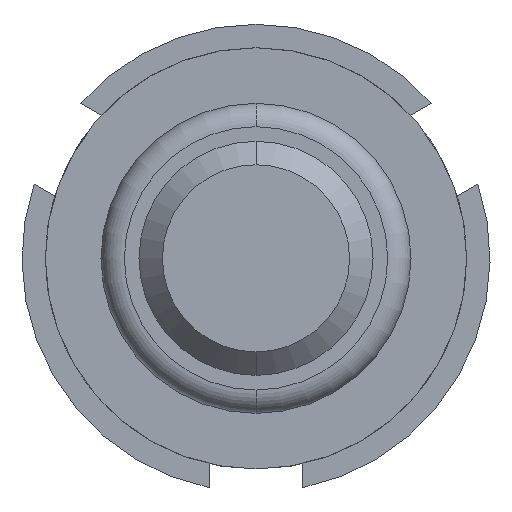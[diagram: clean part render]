
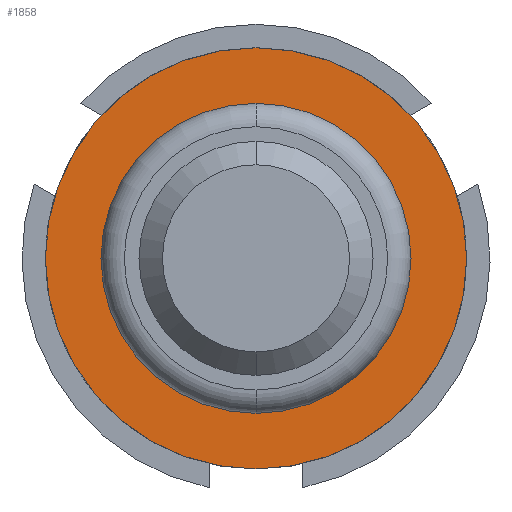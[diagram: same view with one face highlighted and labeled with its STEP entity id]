
A CAD part, front view. The second image highlights one B-rep face of the part: STEP entity #1858.
In plain terms, the highlighted planar face has unit normal (0, -1, 0).
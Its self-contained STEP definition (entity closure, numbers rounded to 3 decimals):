
#185 = AXIS2_PLACEMENT_3D ( 'NONE', #3899, #742, #3233 ) ;
#223 = ORIENTED_EDGE ( 'NONE', *, *, #2207, .F. ) ;
#312 = VERTEX_POINT ( 'NONE', #2865 ) ;
#440 = CARTESIAN_POINT ( 'NONE',  ( 0., -1.8, 0. ) ) ;
#443 = CARTESIAN_POINT ( 'NONE',  ( 0., -1.8, -1.325 ) ) ;
#460 = VERTEX_POINT ( 'NONE', #1667 ) ;
#656 = FACE_OUTER_BOUND ( 'NONE', #1007, .T. ) ;
#742 = DIRECTION ( 'NONE',  ( 0., 1., 0. ) ) ;
#919 = CIRCLE ( 'NONE', #3268, 1.8 ) ;
#1007 = EDGE_LOOP ( 'NONE', ( #4233, #223 ) ) ;
#1024 = CARTESIAN_POINT ( 'NONE',  ( 1.8, -1.8, 0. ) ) ;
#1326 = CARTESIAN_POINT ( 'NONE',  ( 0., -1.8, 0. ) ) ;
#1537 = DIRECTION ( 'NONE',  ( 0., 1., 0. ) ) ;
#1650 = AXIS2_PLACEMENT_3D ( 'NONE', #1024, #2474, #4216 ) ;
#1667 = CARTESIAN_POINT ( 'NONE',  ( 0., -1.8, 1.325 ) ) ;
#1831 = CARTESIAN_POINT ( 'NONE',  ( 0., -1.8, -1.8 ) ) ;
#1858 = ADVANCED_FACE ( 'Defeature ausgef�hrt4_13', ( #656, #3165 ), #2844, .F. ) ;
#1884 = CARTESIAN_POINT ( 'NONE',  ( 0., -1.8, 0. ) ) ;
#1983 = EDGE_LOOP ( 'NONE', ( #3210, #4368 ) ) ;
#2059 = EDGE_CURVE ( 'Defeature ausgef�hrt4_13+Defeature ausgef�hrt4_14+Defeature ausgef�hrt4_14+Defeature ausgef�hrt4_14', #3107, #460, #2165, .T. ) ;
#2165 = CIRCLE ( 'NONE', #185, 1.325 ) ;
#2207 = EDGE_CURVE ( 'Defeature ausgef�hrt4_12+Defeature ausgef�hrt4_13+Defeature ausgef�hrt4_13+Defeature ausgef�hrt4_13', #3834, #312, #919, .T. ) ;
#2474 = DIRECTION ( 'NONE',  ( 0., 1., 0. ) ) ;
#2773 = DIRECTION ( 'NONE',  ( 0., 1., 0. ) ) ;
#2844 = PLANE ( 'NONE',  #1650 ) ;
#2865 = CARTESIAN_POINT ( 'NONE',  ( 0., -1.8, 1.8 ) ) ;
#2868 = EDGE_CURVE ( 'Defeature ausgef�hrt4_13+Defeature ausgef�hrt4_14+Defeature ausgef�hrt4_14+Defeature ausgef�hrt4_14', #460, #3107, #4305, .T. ) ;
#3107 = VERTEX_POINT ( 'NONE', #443 ) ;
#3126 = AXIS2_PLACEMENT_3D ( 'NONE', #1326, #2773, #3530 ) ;
#3165 = FACE_BOUND ( 'NONE', #1983, .T. ) ;
#3210 = ORIENTED_EDGE ( 'NONE', *, *, #2868, .T. ) ;
#3233 = DIRECTION ( 'NONE',  ( 0., 0., 1. ) ) ;
#3268 = AXIS2_PLACEMENT_3D ( 'NONE', #440, #3892, #3596 ) ;
#3284 = CIRCLE ( 'NONE', #4391, 1.8 ) ;
#3354 = DIRECTION ( 'NONE',  ( 0., 0., 1. ) ) ;
#3530 = DIRECTION ( 'NONE',  ( 0., 0., 1. ) ) ;
#3596 = DIRECTION ( 'NONE',  ( 0., 0., 1. ) ) ;
#3834 = VERTEX_POINT ( 'NONE', #1831 ) ;
#3892 = DIRECTION ( 'NONE',  ( 0., 1., 0. ) ) ;
#3899 = CARTESIAN_POINT ( 'NONE',  ( 0., -1.8, 0. ) ) ;
#4035 = EDGE_CURVE ( 'Defeature ausgef�hrt4_12+Defeature ausgef�hrt4_13+Defeature ausgef�hrt4_13+Defeature ausgef�hrt4_13', #312, #3834, #3284, .T. ) ;
#4216 = DIRECTION ( 'NONE',  ( 0., 0., 1. ) ) ;
#4233 = ORIENTED_EDGE ( 'NONE', *, *, #4035, .F. ) ;
#4305 = CIRCLE ( 'NONE', #3126, 1.325 ) ;
#4368 = ORIENTED_EDGE ( 'NONE', *, *, #2059, .T. ) ;
#4391 = AXIS2_PLACEMENT_3D ( 'NONE', #1884, #1537, #3354 ) ;
